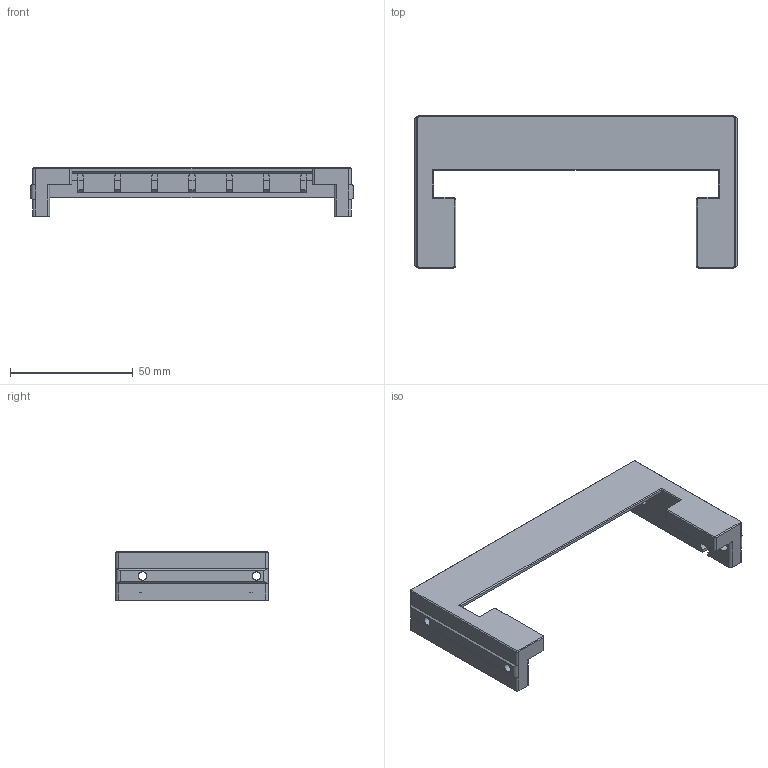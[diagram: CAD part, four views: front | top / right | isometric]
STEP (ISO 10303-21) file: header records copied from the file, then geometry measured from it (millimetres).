
FILE_DESCRIPTION(/* description */ (''),/* implementation_level */ '2;1');
FILE_NAME(/* name */ 'Wagomount.stp',/* time_stamp */ '2022-07-24T15:29:36+02:00',/* author */ ('Rama'),/* organization */ (''),/* preprocessor_version */ 'ST-DEVELOPER v18.1',/* originating_system */ 'Autodesk Inventor 2022',/* authorisation */ '');
FILE_SCHEMA (('AUTOMOTIVE_DESIGN { 1 0 10303 214 3 1 1 }'));
Length unit declared in the file: millimetre
Products named in the file (1): bed wago mount
Bounding box: 131.4 x 62 x 19.85 mm (x, y, z)
Volume: 29474 mm3; surface area: 18588.4 mm2
Topology: 1 solids, 1 shells, 247 faces, 649 edges, 414 vertices
Faces by surface type: plane 199, cylinder 40, cone 8
Full cylindrical faces by diameter (mm): 3.4 x5, 6 x4, 6.12 x4, 6.15 x4
Entity records: 7539 total; most frequent: CARTESIAN_POINT 1311, ORIENTED_EDGE 1298, DIRECTION 1241, EDGE_CURVE 649, LINE 553, VECTOR 553, VERTEX_POINT 414, AXIS2_PLACEMENT_3D 344
